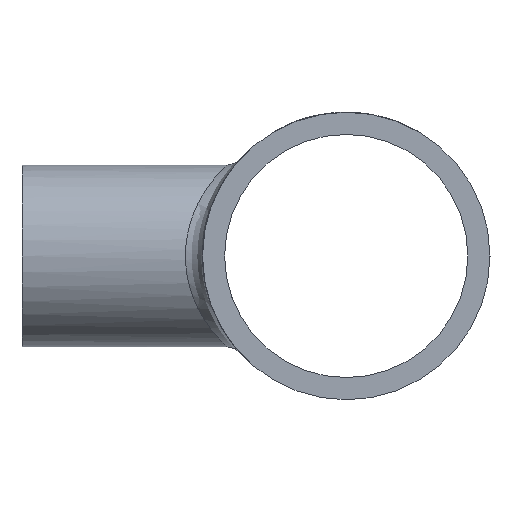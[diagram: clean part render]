
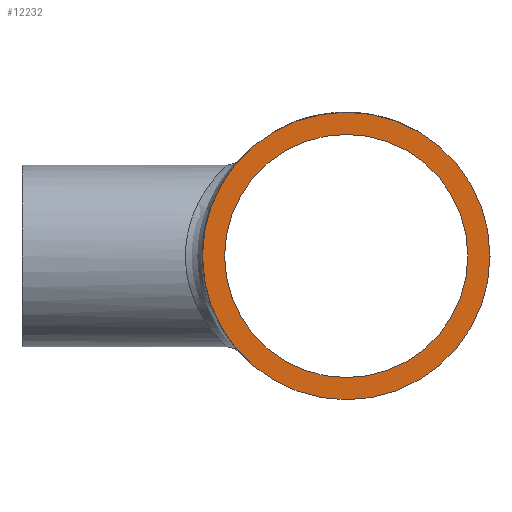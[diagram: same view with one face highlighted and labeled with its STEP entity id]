
A CAD part, left-side view. The second image highlights one B-rep face of the part: STEP entity #12232.
In plain terms, the highlighted planar face has unit normal (-1, 0, 0).
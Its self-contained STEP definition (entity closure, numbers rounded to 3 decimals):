
#352 = DIRECTION ( 'NONE',  ( 0., 0., 1. ) ) ;
#395 = EDGE_CURVE ( 'NONE', #7826, #7826, #1044, .T. ) ;
#566 = PLANE ( 'NONE',  #3617 ) ;
#1044 = CIRCLE ( 'NONE', #9968, 14.25 ) ;
#1603 = ORIENTED_EDGE ( 'NONE', *, *, #395, .F. ) ;
#1738 = FACE_OUTER_BOUND ( 'NONE', #13144, .T. ) ;
#2354 = DIRECTION ( 'NONE',  ( 0., 0., 1. ) ) ;
#3617 = AXIS2_PLACEMENT_3D ( 'NONE', #11713, #8113, #6721 ) ;
#5202 = CIRCLE ( 'NONE', #11641, 16.85 ) ;
#5810 = CARTESIAN_POINT ( 'NONE',  ( -38., 0., 16.85 ) ) ;
#6721 = DIRECTION ( 'NONE',  ( 0., 0., 1. ) ) ;
#7388 = DIRECTION ( 'NONE',  ( -1., 0., 0. ) ) ;
#7826 = VERTEX_POINT ( 'NONE', #14389 ) ;
#8113 = DIRECTION ( 'NONE',  ( -1., 0., 0. ) ) ;
#9040 = DIRECTION ( 'NONE',  ( -1., 0., 0. ) ) ;
#9968 = AXIS2_PLACEMENT_3D ( 'NONE', #14800, #7388, #2354 ) ;
#11617 = CARTESIAN_POINT ( 'NONE',  ( -38., 0., 0. ) ) ;
#11641 = AXIS2_PLACEMENT_3D ( 'NONE', #11617, #9040, #352 ) ;
#11713 = CARTESIAN_POINT ( 'NONE',  ( -38., 0., 0. ) ) ;
#11846 = EDGE_LOOP ( 'NONE', ( #1603 ) ) ;
#12232 = ADVANCED_FACE ( 'NONE', ( #15100, #1738 ), #566, .T. ) ;
#13144 = EDGE_LOOP ( 'NONE', ( #13250 ) ) ;
#13250 = ORIENTED_EDGE ( 'NONE', *, *, #13354, .T. ) ;
#13354 = EDGE_CURVE ( 'NONE', #14200, #14200, #5202, .T. ) ;
#14200 = VERTEX_POINT ( 'NONE', #5810 ) ;
#14389 = CARTESIAN_POINT ( 'NONE',  ( -38., 0., 14.25 ) ) ;
#14800 = CARTESIAN_POINT ( 'NONE',  ( -38., 0., 0. ) ) ;
#15100 = FACE_BOUND ( 'NONE', #11846, .T. ) ;
